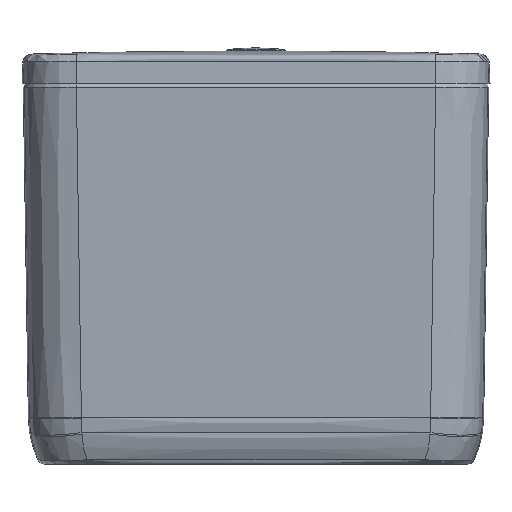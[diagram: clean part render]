
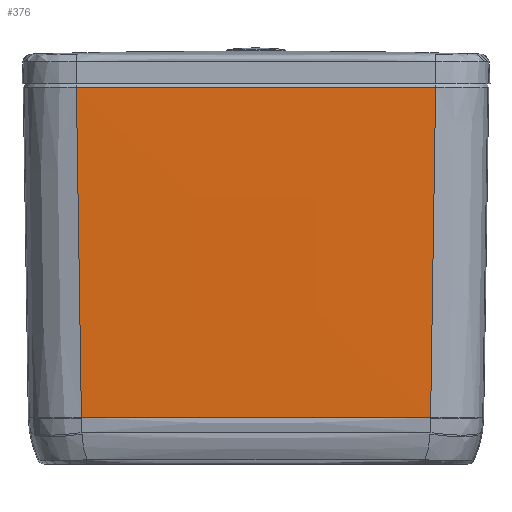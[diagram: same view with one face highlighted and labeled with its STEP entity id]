
A CAD part, front view. The second image highlights one B-rep face of the part: STEP entity #376.
In plain terms, the highlighted free-form (B-spline) face has degree [3, 3] with [4, 4] control points.
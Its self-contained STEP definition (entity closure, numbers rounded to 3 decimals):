
#103=B_SPLINE_SURFACE_WITH_KNOTS('',3,3,((#16782,#16783,#16784,#16785),
(#16786,#16787,#16788,#16789),(#16790,#16791,#16792,#16793),(#16794,#16795,
#16796,#16797)),.UNSPECIFIED.,.F.,.F.,.F.,(4,4),(4,4),(0.,325.118),
(0.,390.011),.UNSPECIFIED.);
#376=ADVANCED_FACE('',(#674),#103,.T.);
#674=FACE_OUTER_BOUND('',#977,.T.);
#977=EDGE_LOOP('',(#1942,#1943,#1944,#1945));
#1942=ORIENTED_EDGE('',*,*,#2937,.T.);
#1943=ORIENTED_EDGE('',*,*,#2938,.F.);
#1944=ORIENTED_EDGE('',*,*,#2939,.T.);
#1945=ORIENTED_EDGE('',*,*,#2940,.T.);
#2937=EDGE_CURVE('',#4189,#4187,#3569,.T.);
#2938=EDGE_CURVE('',#4201,#4187,#3570,.T.);
#2939=EDGE_CURVE('',#4201,#4203,#3571,.T.);
#2940=EDGE_CURVE('',#4203,#4189,#3572,.T.);
#3569=B_SPLINE_CURVE_WITH_KNOTS('',3,(#23139,#23140,#23141,#23142),
 .UNSPECIFIED.,.F.,.F.,(4,4),(-365.819,-83.706),
 .UNSPECIFIED.);
#3570=B_SPLINE_CURVE_WITH_KNOTS('',3,(#23143,#23144,#23145,#23146),
 .UNSPECIFIED.,.F.,.F.,(4,4),(43.917,342.302),.UNSPECIFIED.);
#3571=B_SPLINE_CURVE_WITH_KNOTS('',3,(#23147,#23148,#23149,#23150),
 .UNSPECIFIED.,.F.,.F.,(4,4),(-397.609,0.),.UNSPECIFIED.);
#3572=B_SPLINE_CURVE_WITH_KNOTS('',3,(#23151,#23152,#23153,#23154),
 .UNSPECIFIED.,.F.,.F.,(4,4),(43.385,346.626),
 .UNSPECIFIED.);
#4187=VERTEX_POINT('',#22465);
#4189=VERTEX_POINT('',#22467);
#4201=VERTEX_POINT('',#22479);
#4203=VERTEX_POINT('',#22481);
#16782=CARTESIAN_POINT('',(192.447,-79.647,-176.73));
#16783=CARTESIAN_POINT('',(64.12,-82.118,-176.73));
#16784=CARTESIAN_POINT('',(-64.256,-82.118,-176.73));
#16785=CARTESIAN_POINT('',(-192.583,-79.647,-176.73));
#16786=CARTESIAN_POINT('',(194.091,-82.282,-68.397));
#16787=CARTESIAN_POINT('',(64.668,-84.783,-68.397));
#16788=CARTESIAN_POINT('',(-64.804,-84.783,-68.397));
#16789=CARTESIAN_POINT('',(-194.227,-82.282,-68.397));
#16790=CARTESIAN_POINT('',(195.735,-84.917,39.937));
#16791=CARTESIAN_POINT('',(65.216,-87.484,39.937));
#16792=CARTESIAN_POINT('',(-65.352,-87.484,39.937));
#16793=CARTESIAN_POINT('',(-195.871,-84.917,39.937));
#16794=CARTESIAN_POINT('',(197.378,-87.552,148.27));
#16795=CARTESIAN_POINT('',(65.765,-90.149,148.27));
#16796=CARTESIAN_POINT('',(-65.9,-90.149,148.27));
#16797=CARTESIAN_POINT('',(-197.514,-87.552,148.27));
#22465=CARTESIAN_POINT('',(-149.256,-81.371,-136.73));
#22467=CARTESIAN_POINT('',(-153.555,-88.249,145.271));
#22479=CARTESIAN_POINT('',(149.12,-81.371,-136.73));
#22481=CARTESIAN_POINT('',(153.419,-88.249,145.271));
#23139=CARTESIAN_POINT('',(-153.555,-88.249,145.271));
#23140=CARTESIAN_POINT('',(-152.125,-85.96,51.27));
#23141=CARTESIAN_POINT('',(-150.688,-83.662,-42.73));
#23142=CARTESIAN_POINT('',(-149.256,-81.371,-136.73));
#23143=CARTESIAN_POINT('',(149.12,-81.371,-136.73));
#23144=CARTESIAN_POINT('',(49.669,-82.853,-136.73));
#23145=CARTESIAN_POINT('',(-49.805,-82.853,-136.73));
#23146=CARTESIAN_POINT('',(-149.256,-81.371,-136.73));
#23147=CARTESIAN_POINT('',(149.12,-81.371,-136.73));
#23148=CARTESIAN_POINT('',(150.552,-83.662,-42.73));
#23149=CARTESIAN_POINT('',(151.989,-85.96,51.271));
#23150=CARTESIAN_POINT('',(153.419,-88.249,145.271));
#23151=CARTESIAN_POINT('',(153.419,-88.249,145.271));
#23152=CARTESIAN_POINT('',(51.102,-89.819,145.271));
#23153=CARTESIAN_POINT('',(-51.238,-89.819,145.271));
#23154=CARTESIAN_POINT('',(-153.555,-88.249,145.271));
